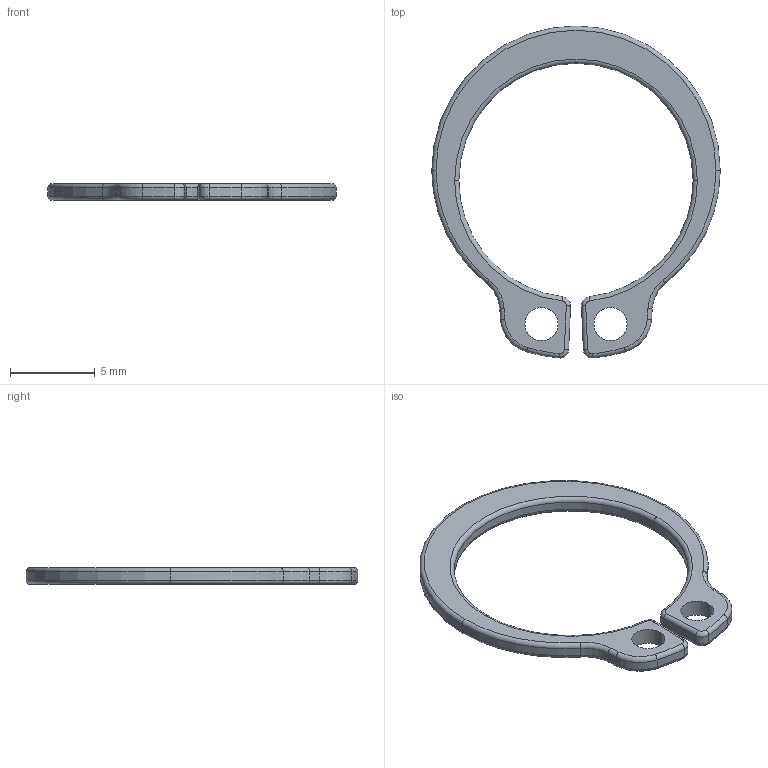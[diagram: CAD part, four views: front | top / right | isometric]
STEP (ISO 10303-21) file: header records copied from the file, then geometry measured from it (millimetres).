
FILE_DESCRIPTION (( 'STEP AP203' ), '1' );
FILE_NAME ('90967A180_External Retaining Ring.STEP', '2023-02-14T18:58:53', ( 'Administrator' ), ( 'Managed by Terraform' ), 'SwSTEP 2.0', 'SolidWorks 2017', '' );
FILE_SCHEMA (( 'CONFIG_CONTROL_DESIGN' ));
Length unit declared in the file: millimetre
Products named in the file (1): 90967A180_External Retaining Ring
Bounding box: 17 x 19.56 x 1 mm (x, y, z)
Volume: 89.2 mm3; surface area: 279.5 mm2
Topology: 1 solids, 1 shells, 68 faces, 158 edges, 92 vertices
Faces by surface type: torus 34, cylinder 28, plane 6
Entity records: 2045 total; most frequent: DIRECTION 414, CARTESIAN_POINT 319, ORIENTED_EDGE 316, AXIS2_PLACEMENT_3D 187, EDGE_CURVE 158, CIRCLE 118, VERTEX_POINT 92, EDGE_LOOP 72
